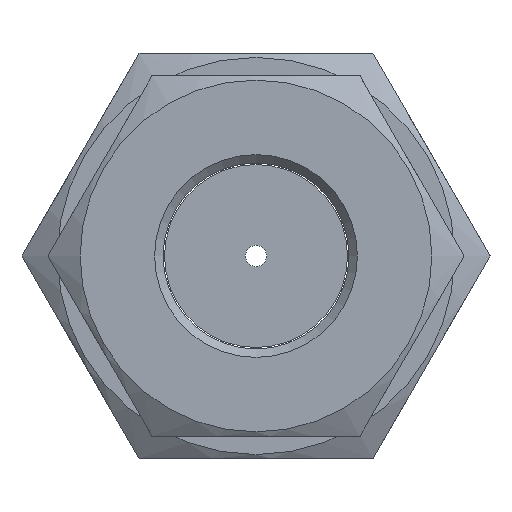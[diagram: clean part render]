
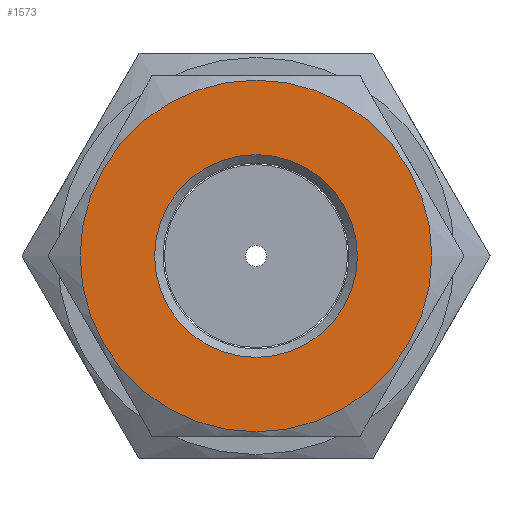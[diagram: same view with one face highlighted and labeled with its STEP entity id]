
A CAD part, left-side view. The second image highlights one B-rep face of the part: STEP entity #1573.
In plain terms, the highlighted planar face has unit normal (-1, 0, 0).
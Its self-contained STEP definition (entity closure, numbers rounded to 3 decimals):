
#1542=CARTESIAN_POINT('',(-10.931,1.788,-3.096));
#1543=VERTEX_POINT('',#1542);
#1544=CARTESIAN_POINT('',(-10.931,0.,0.));
#1545=DIRECTION('',(-1.0,0.,0.));
#1546=DIRECTION('',(0.,-0.5,0.866));
#1547=AXIS2_PLACEMENT_3D('',#1544,#1545,#1546);
#1548=CIRCLE('',#1547,3.575);
#1549=EDGE_CURVE('',#1543,#1543,#1548,.T.);
#1554=CARTESIAN_POINT('',(-10.931,-1.55,2.685));
#1555=DIRECTION('',(-1.0,0.0,0.0));
#1556=DIRECTION('',(0.0,-0.866,-0.5));
#1557=AXIS2_PLACEMENT_3D('',#1554,#1555,#1556);
#1558=PLANE('',#1557);
#1559=CARTESIAN_POINT('',(-10.931,-3.1,5.369));
#1560=VERTEX_POINT('',#1559);
#1561=CARTESIAN_POINT('',(-10.931,0.,0.));
#1562=DIRECTION('',(1.0,0.,0.));
#1563=DIRECTION('',(0.,-0.5,0.866));
#1564=AXIS2_PLACEMENT_3D('',#1561,#1562,#1563);
#1565=CIRCLE('',#1564,6.2);
#1566=EDGE_CURVE('',#1560,#1560,#1565,.T.);
#1567=ORIENTED_EDGE('',*,*,#1566,.F.);
#1568=EDGE_LOOP('',(#1567));
#1569=FACE_OUTER_BOUND('',#1568,.T.);
#1570=ORIENTED_EDGE('',*,*,#1549,.F.);
#1571=EDGE_LOOP('',(#1570));
#1572=FACE_BOUND('',#1571,.T.);
#1573=ADVANCED_FACE('',(#1569,#1572),#1558,.T.);
